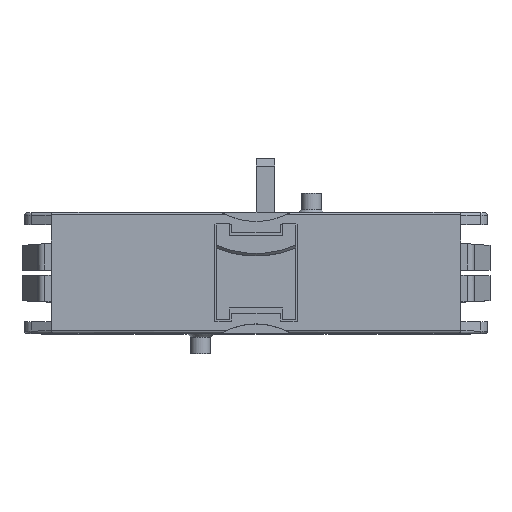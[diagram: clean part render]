
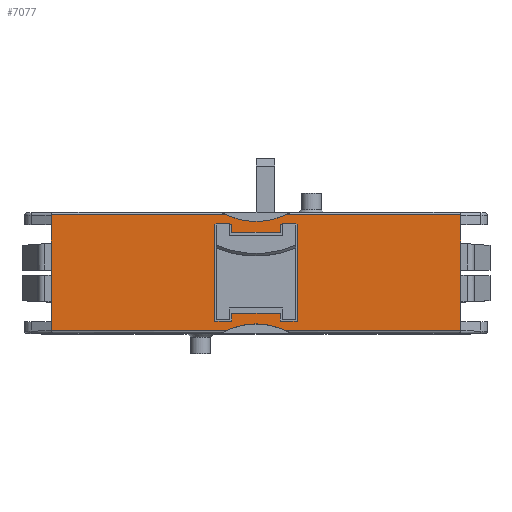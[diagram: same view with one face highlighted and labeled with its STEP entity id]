
A CAD part, top view. The second image highlights one B-rep face of the part: STEP entity #7077.
In plain terms, the highlighted planar face has unit normal (0, 0, 1).
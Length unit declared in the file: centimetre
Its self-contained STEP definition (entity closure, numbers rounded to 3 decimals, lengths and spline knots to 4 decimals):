
#198=FACE_BOUND('',#1131,.T.);
#291=CIRCLE('',#7395,0.515);
#350=CIRCLE('',#7607,0.515);
#714=FACE_OUTER_BOUND('',#1130,.T.);
#1130=EDGE_LOOP('',(#5916,#5917,#5918,#5919,#5920,#5921,#5922,#5923));
#1131=EDGE_LOOP('',(#5924,#5925,#5926,#5927,#5928,#5929,#5930,#5931,#5932,
#5933,#5934,#5935,#5936,#5937,#5938,#5939));
#1440=LINE('',#10868,#2204);
#1443=LINE('',#10873,#2207);
#1445=LINE('',#10877,#2209);
#1447=LINE('',#10881,#2211);
#1530=LINE('',#11057,#2294);
#1533=LINE('',#11063,#2297);
#1538=LINE('',#11073,#2302);
#1543=LINE('',#11083,#2307);
#1580=LINE('',#11179,#2344);
#1605=LINE('',#11313,#2369);
#1660=LINE('',#11469,#2424);
#1661=LINE('',#11472,#2425);
#1663=LINE('',#11475,#2427);
#1719=LINE('',#11608,#2483);
#1723=LINE('',#11616,#2487);
#1815=LINE('',#11811,#2579);
#1845=LINE('',#11894,#2609);
#1870=LINE('',#12028,#2634);
#1910=LINE('',#12125,#2674);
#1911=LINE('',#12126,#2675);
#1912=LINE('',#12127,#2676);
#1913=LINE('',#12128,#2677);
#2204=VECTOR('',#8093,0.06);
#2207=VECTOR('',#8098,0.365);
#2209=VECTOR('',#8102,0.06);
#2211=VECTOR('',#8106,0.0175);
#2294=VECTOR('',#8231,0.1275);
#2297=VECTOR('',#8236,0.1275);
#2302=VECTOR('',#8245,0.01);
#2307=VECTOR('',#8254,0.01);
#2344=VECTOR('',#8323,1.3186);
#2369=VECTOR('',#8460,1.3186);
#2424=VECTOR('',#8619,0.06);
#2425=VECTOR('',#8622,0.06);
#2427=VECTOR('',#8626,0.365);
#2483=VECTOR('',#8750,0.1);
#2487=VECTOR('',#8756,0.1);
#2579=VECTOR('',#8954,0.0175);
#2609=VECTOR('',#9012,1.3186);
#2634=VECTOR('',#9149,1.3186);
#2674=VECTOR('',#9239,0.87);
#2675=VECTOR('',#9240,0.87);
#2676=VECTOR('',#9241,0.73);
#2677=VECTOR('',#9242,0.73);
#2988=VERTEX_POINT('',#10865);
#2989=VERTEX_POINT('',#10867);
#2990=VERTEX_POINT('',#10871);
#2991=VERTEX_POINT('',#10875);
#2992=VERTEX_POINT('',#10879);
#3002=VERTEX_POINT('',#10907);
#3060=VERTEX_POINT('',#11054);
#3061=VERTEX_POINT('',#11056);
#3062=VERTEX_POINT('',#11060);
#3063=VERTEX_POINT('',#11062);
#3065=VERTEX_POINT('',#11070);
#3066=VERTEX_POINT('',#11072);
#3069=VERTEX_POINT('',#11082);
#3099=VERTEX_POINT('',#11165);
#3100=VERTEX_POINT('',#11178);
#3103=VERTEX_POINT('',#11185);
#3140=VERTEX_POINT('',#11298);
#3190=VERTEX_POINT('',#11467);
#3191=VERTEX_POINT('',#11471);
#3225=VERTEX_POINT('',#11615);
#3298=VERTEX_POINT('',#11880);
#3299=VERTEX_POINT('',#11893);
#3302=VERTEX_POINT('',#11900);
#3339=VERTEX_POINT('',#12013);
#3697=EDGE_CURVE('',#2989,#2988,#1440,.T.);
#3700=EDGE_CURVE('',#2988,#2990,#1443,.T.);
#3702=EDGE_CURVE('',#2991,#2990,#1445,.T.);
#3704=EDGE_CURVE('',#2991,#2992,#1447,.T.);
#3792=EDGE_CURVE('',#3061,#3060,#1530,.T.);
#3795=EDGE_CURVE('',#3063,#3062,#1533,.T.);
#3800=EDGE_CURVE('',#3066,#3065,#1538,.T.);
#3805=EDGE_CURVE('',#3069,#3002,#1543,.T.);
#3846=EDGE_CURVE('',#3099,#3100,#1580,.T.);
#3908=EDGE_CURVE('',#3103,#3140,#1605,.T.);
#3956=EDGE_CURVE('',#3099,#3140,#291,.T.);
#3982=EDGE_CURVE('',#3060,#3190,#1660,.T.);
#3983=EDGE_CURVE('',#3063,#3191,#1661,.T.);
#3985=EDGE_CURVE('',#3190,#3191,#1663,.T.);
#4048=EDGE_CURVE('',#2992,#3066,#1719,.T.);
#4052=EDGE_CURVE('',#3002,#3225,#1723,.T.);
#4149=EDGE_CURVE('',#3225,#2989,#1815,.T.);
#4183=EDGE_CURVE('',#3298,#3299,#1845,.T.);
#4245=EDGE_CURVE('',#3302,#3339,#1870,.T.);
#4293=EDGE_CURVE('',#3298,#3339,#350,.T.);
#4294=EDGE_CURVE('',#3302,#3100,#1910,.T.);
#4295=EDGE_CURVE('',#3299,#3103,#1911,.T.);
#4296=EDGE_CURVE('',#3069,#3062,#1912,.T.);
#4297=EDGE_CURVE('',#3065,#3061,#1913,.T.);
#5916=ORIENTED_EDGE('',*,*,#4294,.T.);
#5917=ORIENTED_EDGE('',*,*,#3846,.F.);
#5918=ORIENTED_EDGE('',*,*,#3956,.T.);
#5919=ORIENTED_EDGE('',*,*,#3908,.F.);
#5920=ORIENTED_EDGE('',*,*,#4295,.F.);
#5921=ORIENTED_EDGE('',*,*,#4183,.F.);
#5922=ORIENTED_EDGE('',*,*,#4293,.T.);
#5923=ORIENTED_EDGE('',*,*,#4245,.F.);
#5924=ORIENTED_EDGE('',*,*,#4296,.F.);
#5925=ORIENTED_EDGE('',*,*,#3805,.T.);
#5926=ORIENTED_EDGE('',*,*,#4052,.T.);
#5927=ORIENTED_EDGE('',*,*,#4149,.T.);
#5928=ORIENTED_EDGE('',*,*,#3697,.T.);
#5929=ORIENTED_EDGE('',*,*,#3700,.T.);
#5930=ORIENTED_EDGE('',*,*,#3702,.F.);
#5931=ORIENTED_EDGE('',*,*,#3704,.T.);
#5932=ORIENTED_EDGE('',*,*,#4048,.T.);
#5933=ORIENTED_EDGE('',*,*,#3800,.T.);
#5934=ORIENTED_EDGE('',*,*,#4297,.T.);
#5935=ORIENTED_EDGE('',*,*,#3792,.T.);
#5936=ORIENTED_EDGE('',*,*,#3982,.T.);
#5937=ORIENTED_EDGE('',*,*,#3985,.T.);
#5938=ORIENTED_EDGE('',*,*,#3983,.F.);
#5939=ORIENTED_EDGE('',*,*,#3795,.T.);
#6726=PLANE('',#7609);
#7077=ADVANCED_FACE('',(#714,#198),#6726,.T.);
#7395=AXIS2_PLACEMENT_3D('',#11407,#8544,#8545);
#7607=AXIS2_PLACEMENT_3D('',#12122,#9233,#9234);
#7609=AXIS2_PLACEMENT_3D('',#12124,#9237,#9238);
#8093=DIRECTION('',(0.,-1.,0.));
#8098=DIRECTION('',(1.,0.,0.));
#8102=DIRECTION('',(0.,-1.,0.));
#8106=DIRECTION('',(1.,0.,0.));
#8231=DIRECTION('',(-1.,0.,0.));
#8236=DIRECTION('',(-1.,0.,0.));
#8245=DIRECTION('',(1.,0.,0.));
#8254=DIRECTION('',(1.,0.,0.));
#8323=DIRECTION('',(-1.,0.,0.));
#8460=DIRECTION('',(-1.,0.,0.));
#8544=DIRECTION('center_axis',(0.,0.,
-1.));
#8545=DIRECTION('ref_axis',(-0.503,-0.864,0.));
#8619=DIRECTION('',(0.,1.,0.));
#8622=DIRECTION('',(0.,1.,0.));
#8626=DIRECTION('',(-1.,0.,0.));
#8750=DIRECTION('',(1.,0.,0.));
#8756=DIRECTION('',(1.,0.,0.));
#8954=DIRECTION('',(1.,0.,0.));
#9012=DIRECTION('',(1.,0.,0.));
#9149=DIRECTION('',(1.,0.,0.));
#9233=DIRECTION('center_axis',(0.,0.,
-1.));
#9234=DIRECTION('ref_axis',(0.503,0.864,0.));
#9237=DIRECTION('center_axis',(0.,0.,
1.));
#9238=DIRECTION('ref_axis',(0.,-1.,0.));
#9239=DIRECTION('',(0.,-1.,0.));
#9240=DIRECTION('',(0.,-1.,0.));
#9241=DIRECTION('',(0.,-1.,0.));
#9242=DIRECTION('',(0.,-1.,0.));
#10865=CARTESIAN_POINT('',(-0.1825,0.1475,1.875));
#10867=CARTESIAN_POINT('',(-0.1825,0.2075,1.875));
#10868=CARTESIAN_POINT('',(-0.1825,0.2075,1.875));
#10871=CARTESIAN_POINT('',(0.1825,0.1475,1.875));
#10873=CARTESIAN_POINT('',(-0.1825,0.1475,1.875));
#10875=CARTESIAN_POINT('',(0.1825,0.2075,1.875));
#10877=CARTESIAN_POINT('',(0.1825,0.2075,1.875));
#10879=CARTESIAN_POINT('',(0.2,0.2075,1.875));
#10881=CARTESIAN_POINT('',(-1.54,0.2075,1.875));
#10907=CARTESIAN_POINT('',(-0.3,0.2075,1.875));
#11054=CARTESIAN_POINT('',(0.1825,-0.5225,1.875));
#11056=CARTESIAN_POINT('',(0.31,-0.5225,1.875));
#11057=CARTESIAN_POINT('',(1.54,-0.5225,1.875));
#11060=CARTESIAN_POINT('',(-0.31,-0.5225,1.875));
#11062=CARTESIAN_POINT('',(-0.1825,-0.5225,1.875));
#11063=CARTESIAN_POINT('',(1.54,-0.5225,1.875));
#11070=CARTESIAN_POINT('',(0.31,0.2075,1.875));
#11072=CARTESIAN_POINT('',(0.3,0.2075,1.875));
#11073=CARTESIAN_POINT('',(-1.54,0.2075,1.875));
#11082=CARTESIAN_POINT('',(-0.31,0.2075,1.875));
#11083=CARTESIAN_POINT('',(-1.54,0.2075,1.875));
#11165=CARTESIAN_POINT('',(-0.2214,-0.5925,1.875));
#11178=CARTESIAN_POINT('',(-1.54,-0.5925,1.875));
#11179=CARTESIAN_POINT('',(0.77,-0.5925,1.875));
#11185=CARTESIAN_POINT('',(1.54,-0.5925,1.875));
#11298=CARTESIAN_POINT('',(0.2214,-0.5925,1.875));
#11313=CARTESIAN_POINT('',(0.77,-0.5925,1.875));
#11407=CARTESIAN_POINT('Origin',(0.,-1.0575,1.875));
#11467=CARTESIAN_POINT('',(0.1825,-0.4625,1.875));
#11469=CARTESIAN_POINT('',(0.1825,-0.5225,1.875));
#11471=CARTESIAN_POINT('',(-0.1825,-0.4625,1.875));
#11472=CARTESIAN_POINT('',(-0.1825,-0.5225,1.875));
#11475=CARTESIAN_POINT('',(0.1825,-0.4625,1.875));
#11608=CARTESIAN_POINT('',(-1.54,0.2075,1.875));
#11615=CARTESIAN_POINT('',(-0.2,0.2075,1.875));
#11616=CARTESIAN_POINT('',(-1.54,0.2075,1.875));
#11811=CARTESIAN_POINT('',(-1.54,0.2075,1.875));
#11880=CARTESIAN_POINT('',(0.2214,0.2775,1.875));
#11893=CARTESIAN_POINT('',(1.54,0.2775,1.875));
#11894=CARTESIAN_POINT('',(-0.77,0.2775,1.875));
#11900=CARTESIAN_POINT('',(-1.54,0.2775,1.875));
#12013=CARTESIAN_POINT('',(-0.2214,0.2775,1.875));
#12028=CARTESIAN_POINT('',(-0.77,0.2775,1.875));
#12122=CARTESIAN_POINT('Origin',(0.,0.7425,
1.875));
#12124=CARTESIAN_POINT('Origin',(-1.54,0.2975,1.875));
#12125=CARTESIAN_POINT('',(-1.54,0.2975,1.875));
#12126=CARTESIAN_POINT('',(1.54,0.2975,1.875));
#12127=CARTESIAN_POINT('',(-0.31,0.2075,1.875));
#12128=CARTESIAN_POINT('',(0.31,0.2075,1.875));
